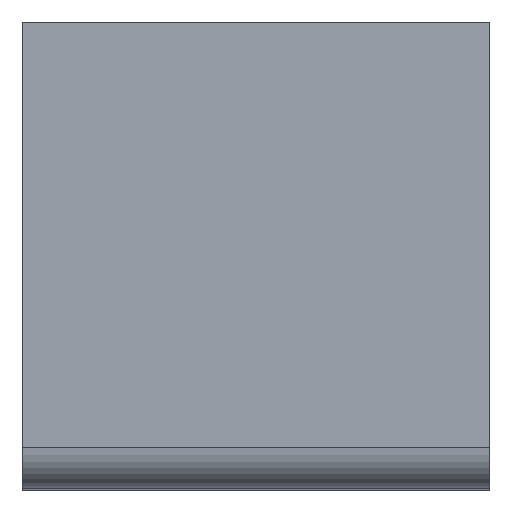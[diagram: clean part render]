
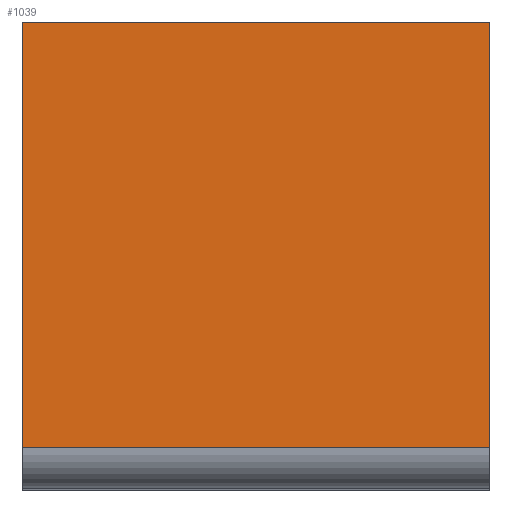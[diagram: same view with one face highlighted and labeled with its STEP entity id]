
A CAD part, top view. The second image highlights one B-rep face of the part: STEP entity #1039.
In plain terms, the highlighted planar face has unit normal (0, 0, 1).
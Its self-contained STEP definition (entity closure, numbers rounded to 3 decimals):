
#761=CARTESIAN_POINT('',(20.0,20.0,40.0));
#762=VERTEX_POINT('',#761);
#769=CARTESIAN_POINT('',(20.0,-16.5,40.0));
#770=VERTEX_POINT('',#769);
#771=CARTESIAN_POINT('',(20.0,20.0,40.0));
#772=DIRECTION('',(0.0,-1.0,0.0));
#773=VECTOR('',#772,36.5);
#774=LINE('',#771,#773);
#775=EDGE_CURVE('',#762,#770,#774,.T.);
#871=CARTESIAN_POINT('',(-20.0,20.0,40.0));
#872=VERTEX_POINT('',#871);
#873=CARTESIAN_POINT('',(-20.0,20.0,40.0));
#874=DIRECTION('',(1.0,0.0,0.0));
#875=VECTOR('',#874,40.0);
#876=LINE('',#873,#875);
#877=EDGE_CURVE('',#872,#762,#876,.T.);
#969=CARTESIAN_POINT('',(-20.0,-16.5,40.0));
#970=VERTEX_POINT('',#969);
#978=CARTESIAN_POINT('',(-20.0,-16.5,40.0));
#979=DIRECTION('',(0.0,1.0,0.0));
#980=VECTOR('',#979,36.5);
#981=LINE('',#978,#980);
#982=EDGE_CURVE('',#970,#872,#981,.T.);
#1019=CARTESIAN_POINT('',(20.0,-16.5,40.0));
#1020=DIRECTION('',(-1.0,0.0,0.0));
#1021=VECTOR('',#1020,40.0);
#1022=LINE('',#1019,#1021);
#1023=EDGE_CURVE('',#770,#970,#1022,.T.);
#1028=CARTESIAN_POINT('',(0.0,0.,40.0));
#1029=DIRECTION('',(0.0,0.0,1.0));
#1030=DIRECTION('',(1.0,0.0,0.0));
#1031=AXIS2_PLACEMENT_3D('',#1028,#1029,#1030);
#1032=PLANE('',#1031);
#1033=ORIENTED_EDGE('',*,*,#1023,.F.);
#1034=ORIENTED_EDGE('',*,*,#775,.F.);
#1035=ORIENTED_EDGE('',*,*,#877,.F.);
#1036=ORIENTED_EDGE('',*,*,#982,.F.);
#1037=EDGE_LOOP('',(#1033,#1034,#1035,#1036));
#1038=FACE_OUTER_BOUND('',#1037,.T.);
#1039=ADVANCED_FACE('',(#1038),#1032,.T.);
